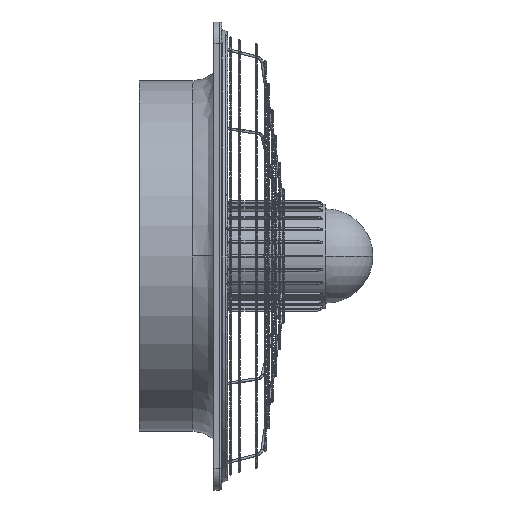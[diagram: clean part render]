
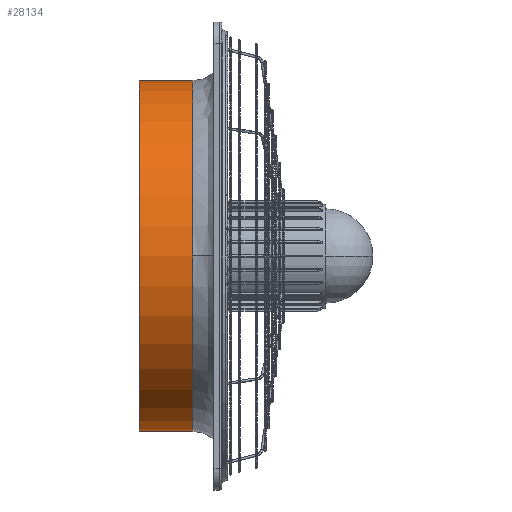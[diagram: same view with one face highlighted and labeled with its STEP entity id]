
A CAD part, front view. The second image highlights one B-rep face of the part: STEP entity #28134.
In plain terms, the highlighted cylindrical face has radius 286.5 mm (diameter 573 mm), a partial arc.
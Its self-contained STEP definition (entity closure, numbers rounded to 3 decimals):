
#956 = AXIS2_PLACEMENT_3D ( 'NONE', #36285, #10666, #24520 ) ;
#4210 = ORIENTED_EDGE ( 'NONE', *, *, #23520, .T. ) ;
#4329 = CARTESIAN_POINT ( 'NONE',  ( -283.534, -464., 286.5 ) ) ;
#4891 = CARTESIAN_POINT ( 'NONE',  ( -283.534, -464., -286.5 ) ) ;
#4957 = DIRECTION ( 'NONE',  ( 1., 0., 0. ) ) ;
#5432 = EDGE_CURVE ( 'NONE', #13715, #26377, #9020, .T. ) ;
#8474 = CARTESIAN_POINT ( 'NONE',  ( -327.534, -464., 286.5 ) ) ;
#9020 = LINE ( 'NONE', #8474, #32514 ) ;
#9731 = EDGE_CURVE ( 'NONE', #34915, #26377, #15492, .T. ) ;
#10399 = ORIENTED_EDGE ( 'NONE', *, *, #21517, .T. ) ;
#10666 = DIRECTION ( 'NONE',  ( -1., 0., 0. ) ) ;
#11511 = CARTESIAN_POINT ( 'NONE',  ( -327.534, -464., -286.5 ) ) ;
#12120 = AXIS2_PLACEMENT_3D ( 'NONE', #19091, #4957, #22428 ) ;
#12838 = LINE ( 'NONE', #11511, #35895 ) ;
#13426 = DIRECTION ( 'NONE',  ( 1., 0., 0. ) ) ;
#13665 = CARTESIAN_POINT ( 'NONE',  ( -371.534, -464., 0. ) ) ;
#13715 = VERTEX_POINT ( 'NONE', #32298 ) ;
#13920 = DIRECTION ( 'NONE',  ( -1., 0., 0. ) ) ;
#14085 = ORIENTED_EDGE ( 'NONE', *, *, #28987, .T. ) ;
#14517 = VERTEX_POINT ( 'NONE', #4891 ) ;
#15492 = CIRCLE ( 'NONE', #30253, 286.5 ) ;
#17714 = EDGE_LOOP ( 'NONE', ( #24169, #10399, #4210, #14085, #28863 ) ) ;
#19091 = CARTESIAN_POINT ( 'NONE',  ( -327.534, -464., 0. ) ) ;
#19861 = DIRECTION ( 'NONE',  ( 0., 1., 0. ) ) ;
#19983 = DIRECTION ( 'NONE',  ( 1., 0., 0. ) ) ;
#20055 = DIRECTION ( 'NONE',  ( 1., 0., 0. ) ) ;
#21517 = EDGE_CURVE ( 'NONE', #13715, #22607, #33356, .T. ) ;
#21810 = CIRCLE ( 'NONE', #956, 286.5 ) ;
#22428 = DIRECTION ( 'NONE',  ( 0., 0., -1. ) ) ;
#22607 = VERTEX_POINT ( 'NONE', #26844 ) ;
#23520 = EDGE_CURVE ( 'NONE', #22607, #14517, #12838, .T. ) ;
#24169 = ORIENTED_EDGE ( 'NONE', *, *, #5432, .F. ) ;
#24520 = DIRECTION ( 'NONE',  ( 0., 1., 0. ) ) ;
#24885 = AXIS2_PLACEMENT_3D ( 'NONE', #13665, #13426, #33246 ) ;
#26377 = VERTEX_POINT ( 'NONE', #4329 ) ;
#26844 = CARTESIAN_POINT ( 'NONE',  ( -371.534, -464., -286.5 ) ) ;
#28134 = ADVANCED_FACE ( 'NONE', ( #35658 ), #29473, .T. ) ;
#28863 = ORIENTED_EDGE ( 'NONE', *, *, #9731, .T. ) ;
#28987 = EDGE_CURVE ( 'NONE', #14517, #34915, #21810, .T. ) ;
#29473 = CYLINDRICAL_SURFACE ( 'NONE', #12120, 286.5 ) ;
#30253 = AXIS2_PLACEMENT_3D ( 'NONE', #31145, #13920, #19861 ) ;
#31145 = CARTESIAN_POINT ( 'NONE',  ( -283.534, -464., 0. ) ) ;
#32298 = CARTESIAN_POINT ( 'NONE',  ( -371.534, -464., 286.5 ) ) ;
#32514 = VECTOR ( 'NONE', #19983, 1000. ) ;
#33246 = DIRECTION ( 'NONE',  ( 0., 0., -1. ) ) ;
#33356 = CIRCLE ( 'NONE', #24885, 286.5 ) ;
#34915 = VERTEX_POINT ( 'NONE', #36067 ) ;
#35658 = FACE_OUTER_BOUND ( 'NONE', #17714, .T. ) ;
#35895 = VECTOR ( 'NONE', #20055, 1000. ) ;
#36067 = CARTESIAN_POINT ( 'NONE',  ( -283.534, -750.5, 0. ) ) ;
#36285 = CARTESIAN_POINT ( 'NONE',  ( -283.534, -464., 0. ) ) ;
